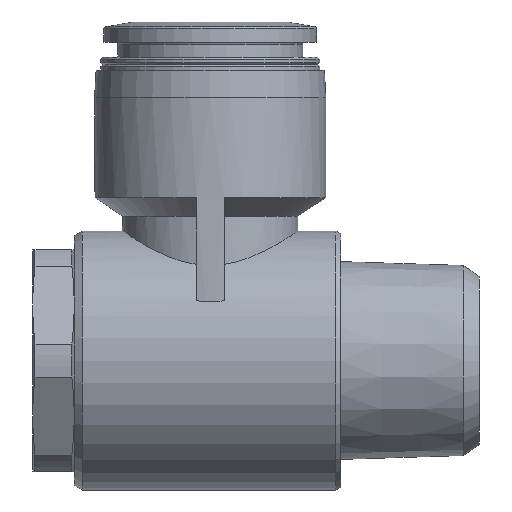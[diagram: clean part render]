
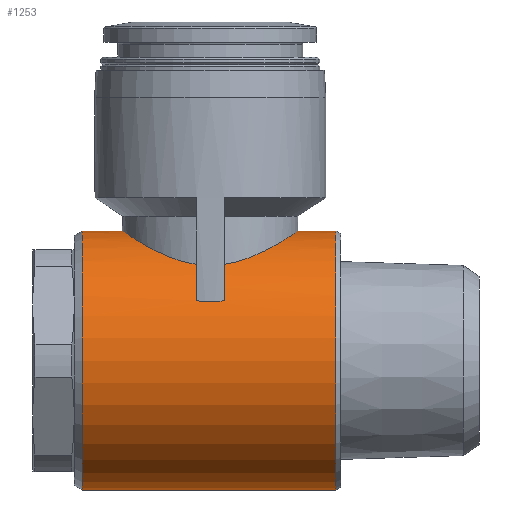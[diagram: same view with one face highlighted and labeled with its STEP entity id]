
A CAD part, left-side view. The second image highlights one B-rep face of the part: STEP entity #1253.
In plain terms, the highlighted cylindrical face has radius 14 mm (diameter 28 mm), a full revolution.
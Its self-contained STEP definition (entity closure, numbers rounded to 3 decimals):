
#105=B_SPLINE_CURVE_WITH_KNOTS('',3,(#1726,#1727,#1728,#1729,#1730,#1731,
#1732,#1733,#1734,#1735,#1736),.UNSPECIFIED.,.F.,.F.,(4,1,1,1,1,1,1,1,4),
(0.017,0.02,0.024,0.027,
0.031,0.034,0.038,0.041,
0.045),.UNSPECIFIED.);
#106=B_SPLINE_CURVE_WITH_KNOTS('',3,(#1740,#1741,#1742,#1743),
 .UNSPECIFIED.,.F.,.F.,(4,4),(0.,0.003),
 .UNSPECIFIED.);
#107=B_SPLINE_CURVE_WITH_KNOTS('',3,(#1747,#1748,#1749,#1750,#1751,#1752,
#1753,#1754,#1755,#1756,#1757),.UNSPECIFIED.,.F.,.F.,(4,1,1,1,1,1,1,1,4),
(0.048,0.051,0.055,0.058,
0.061,0.065,0.068,0.072,
0.075),.UNSPECIFIED.);
#108=B_SPLINE_CURVE_WITH_KNOTS('',3,(#1761,#1762,#1763,#1764),
 .UNSPECIFIED.,.F.,.F.,(4,4),(0.,0.003),
 .UNSPECIFIED.);
#141=ORIENTED_EDGE('',*,*,#367,.F.);
#142=ORIENTED_EDGE('',*,*,#368,.T.);
#143=ORIENTED_EDGE('',*,*,#369,.F.);
#144=ORIENTED_EDGE('',*,*,#370,.F.);
#145=ORIENTED_EDGE('',*,*,#371,.F.);
#146=ORIENTED_EDGE('',*,*,#372,.F.);
#147=ORIENTED_EDGE('',*,*,#373,.F.);
#148=ORIENTED_EDGE('',*,*,#374,.F.);
#149=ORIENTED_EDGE('',*,*,#375,.F.);
#150=ORIENTED_EDGE('',*,*,#376,.F.);
#367=EDGE_CURVE('',#480,#480,#559,.T.);
#368=EDGE_CURVE('',#481,#481,#560,.T.);
#369=EDGE_CURVE('',#482,#483,#561,.T.);
#370=EDGE_CURVE('',#484,#482,#105,.T.);
#371=EDGE_CURVE('',#485,#484,#562,.T.);
#372=EDGE_CURVE('',#486,#485,#106,.T.);
#373=EDGE_CURVE('',#487,#486,#563,.T.);
#374=EDGE_CURVE('',#488,#487,#107,.T.);
#375=EDGE_CURVE('',#489,#488,#564,.T.);
#376=EDGE_CURVE('',#483,#489,#108,.T.);
#480=VERTEX_POINT('',#1720);
#481=VERTEX_POINT('',#1722);
#482=VERTEX_POINT('',#1724);
#483=VERTEX_POINT('',#1725);
#484=VERTEX_POINT('',#1737);
#485=VERTEX_POINT('',#1739);
#486=VERTEX_POINT('',#1744);
#487=VERTEX_POINT('',#1746);
#488=VERTEX_POINT('',#1758);
#489=VERTEX_POINT('',#1760);
#559=CIRCLE('',#1324,14.);
#560=CIRCLE('',#1325,14.);
#561=CIRCLE('',#1326,14.);
#562=CIRCLE('',#1327,14.);
#563=CIRCLE('',#1328,14.);
#564=CIRCLE('',#1329,14.);
#619=EDGE_LOOP('',(#141));
#620=EDGE_LOOP('',(#142));
#621=EDGE_LOOP('',(#143,#144,#145,#146,#147,#148,#149,#150));
#710=FACE_BOUND('',#619,.T.);
#711=FACE_BOUND('',#620,.T.);
#712=FACE_BOUND('',#621,.T.);
#800=CYLINDRICAL_SURFACE('',#1323,14.);
#1253=ADVANCED_FACE('',(#710,#711,#712),#800,.T.);
#1323=AXIS2_PLACEMENT_3D('',#1718,#1452,#1453);
#1324=AXIS2_PLACEMENT_3D('',#1719,#1454,#1455);
#1325=AXIS2_PLACEMENT_3D('',#1721,#1456,#1457);
#1326=AXIS2_PLACEMENT_3D('',#1723,#1458,#1459);
#1327=AXIS2_PLACEMENT_3D('',#1738,#1460,#1461);
#1328=AXIS2_PLACEMENT_3D('',#1745,#1462,#1463);
#1329=AXIS2_PLACEMENT_3D('',#1759,#1464,#1465);
#1452=DIRECTION('',(0.,-1.,0.));
#1453=DIRECTION('',(0.,0.,-1.));
#1454=DIRECTION('',(0.,-1.,0.));
#1455=DIRECTION('',(0.,0.,-1.));
#1456=DIRECTION('',(0.,-1.,0.));
#1457=DIRECTION('',(0.,0.,-1.));
#1458=DIRECTION('',(0.,-1.,0.));
#1459=DIRECTION('',(0.,0.,-1.));
#1460=DIRECTION('',(0.,-1.,0.));
#1461=DIRECTION('',(0.,0.,-1.));
#1462=DIRECTION('',(0.,1.,0.));
#1463=DIRECTION('',(0.,0.,1.));
#1464=DIRECTION('',(0.,1.,0.));
#1465=DIRECTION('',(0.,0.,1.));
#1718=CARTESIAN_POINT('',(0.,-29.1,0.));
#1719=CARTESIAN_POINT('',(0.,-13.58,0.));
#1720=CARTESIAN_POINT('',(0.,-13.58,-14.));
#1721=CARTESIAN_POINT('',(0.,13.834,0.));
#1722=CARTESIAN_POINT('',(0.,13.834,-14.));
#1723=CARTESIAN_POINT('',(0.,1.5,0.));
#1724=CARTESIAN_POINT('',(-9.382,1.5,10.391));
#1725=CARTESIAN_POINT('',(-12.41,1.5,6.481));
#1726=CARTESIAN_POINT('',(9.382,1.5,10.391));
#1727=CARTESIAN_POINT('',(9.2,2.639,10.556));
#1728=CARTESIAN_POINT('',(8.424,4.789,11.244));
#1729=CARTESIAN_POINT('',(6.357,7.306,12.576));
#1730=CARTESIAN_POINT('',(3.496,9.056,13.692));
#1731=CARTESIAN_POINT('',(0.009,9.721,14.152));
#1732=CARTESIAN_POINT('',(-3.473,9.065,13.699));
#1733=CARTESIAN_POINT('',(-6.357,7.309,12.577));
#1734=CARTESIAN_POINT('',(-8.427,4.782,11.241));
#1735=CARTESIAN_POINT('',(-9.2,2.64,10.556));
#1736=CARTESIAN_POINT('',(-9.382,1.5,10.391));
#1737=CARTESIAN_POINT('',(9.382,1.5,10.391));
#1738=CARTESIAN_POINT('',(0.,1.5,0.));
#1739=CARTESIAN_POINT('',(12.41,1.5,6.481));
#1740=CARTESIAN_POINT('',(12.41,-1.5,6.481));
#1741=CARTESIAN_POINT('',(12.529,-0.515,6.253));
#1742=CARTESIAN_POINT('',(12.529,0.514,6.253));
#1743=CARTESIAN_POINT('',(12.41,1.5,6.481));
#1744=CARTESIAN_POINT('',(12.41,-1.5,6.481));
#1745=CARTESIAN_POINT('',(0.,-1.5,0.));
#1746=CARTESIAN_POINT('',(9.382,-1.5,10.391));
#1747=CARTESIAN_POINT('',(-9.382,-1.5,10.391));
#1748=CARTESIAN_POINT('',(-9.2,-2.637,10.556));
#1749=CARTESIAN_POINT('',(-8.431,-4.78,11.239));
#1750=CARTESIAN_POINT('',(-6.35,-7.313,12.58));
#1751=CARTESIAN_POINT('',(-3.494,-9.058,13.694));
#1752=CARTESIAN_POINT('',(0.018,-9.723,14.153));
#1753=CARTESIAN_POINT('',(3.494,-9.056,13.693));
#1754=CARTESIAN_POINT('',(6.367,-7.299,12.572));
#1755=CARTESIAN_POINT('',(8.432,-4.773,11.237));
#1756=CARTESIAN_POINT('',(9.2,-2.635,10.555));
#1757=CARTESIAN_POINT('',(9.382,-1.5,10.391));
#1758=CARTESIAN_POINT('',(-9.382,-1.5,10.391));
#1759=CARTESIAN_POINT('',(0.,-1.5,0.));
#1760=CARTESIAN_POINT('',(-12.41,-1.5,6.481));
#1761=CARTESIAN_POINT('',(-12.41,1.5,6.481));
#1762=CARTESIAN_POINT('',(-12.529,0.515,6.253));
#1763=CARTESIAN_POINT('',(-12.529,-0.514,6.253));
#1764=CARTESIAN_POINT('',(-12.41,-1.5,6.481));
